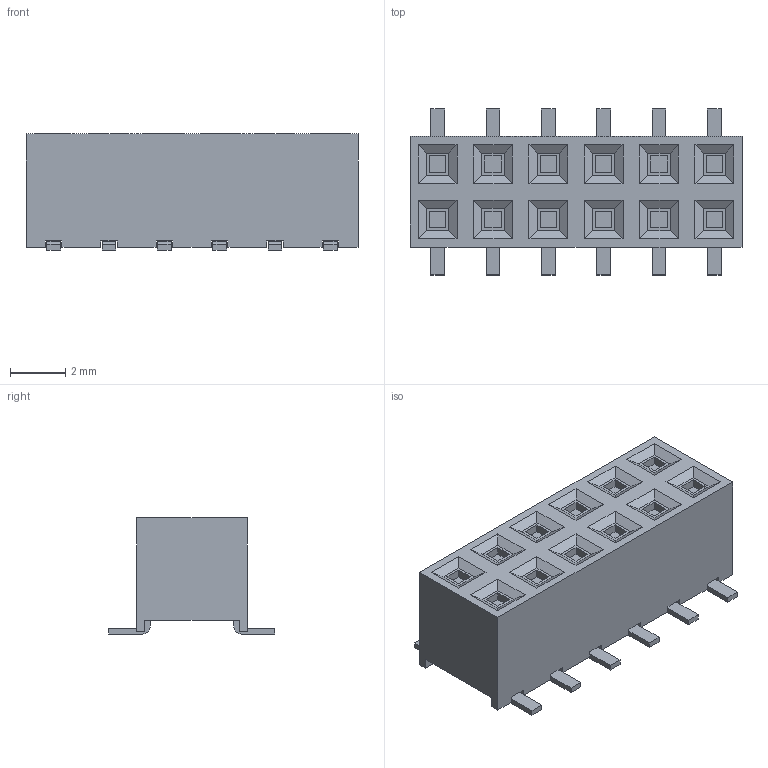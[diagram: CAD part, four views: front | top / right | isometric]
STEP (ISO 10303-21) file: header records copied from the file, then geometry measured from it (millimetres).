
FILE_DESCRIPTION(('CoCreate Modeling STEP Export'),'2;1');
FILE_NAME('A3-12DA-2SV.stp','2012-06-08T14:10:40',(''),(''),'CoCreate Modeling STEP processor for AP214 (Solid Model)','CoCreate Modeling 17.0 01-Apr-2010 (C) Parametric Technology GmbH','');
FILE_SCHEMA(('AUTOMOTIVE_DESIGN { 1 0 10303 214 1 1 1 1 }'));
Length unit declared in the file: millimetre
Products named in the file (1): A3-12DA-2SV
Bounding box: 12 x 6 x 4.2 mm (x, y, z)
Volume: 177.8 mm3; surface area: 271 mm2
Topology: 1 solids, 1 shells, 298 faces, 792 edges, 520 vertices
Faces by surface type: plane 274, cylinder 24
Entity records: 8914 total; most frequent: ORIENTED_EDGE 1584, CARTESIAN_POINT 1569, DIRECTION 1384, EDGE_CURVE 792, VECTOR 714, LINE 714, VERTEX_POINT 520, AXIS2_PLACEMENT_3D 335
